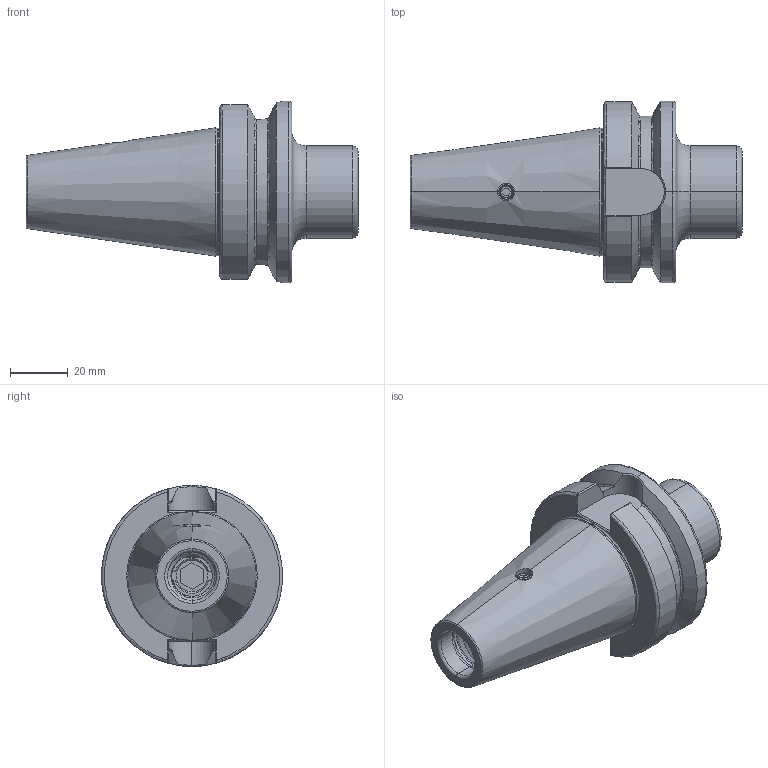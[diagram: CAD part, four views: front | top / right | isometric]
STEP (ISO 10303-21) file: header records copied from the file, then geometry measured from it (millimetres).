
FILE_DESCRIPTION (( 'STEP AP203' ), '1' );
FILE_NAME ('405.08.02.STEP', '2016-11-26T01:09:27', ( '' ), ( '' ), 'SwSTEP 2.0', 'SolidWorks 2012', '' );
FILE_SCHEMA (( 'CONFIG_CONTROL_DESIGN' ));
Length unit declared in the file: millimetre
Products named in the file (5): 405.08.02; 2-41371002AF_M16xP2_6L; 2-01150002C1_M5xP0.8-6L; 102.08.020_M10xP1.5-25L
Assembly tree (4 placements, depth 2):
  405.08.02
    405.08.02
    102.08.020_M10xP1.5-25L
    2-41371002AF_M16xP2_6L
    2-01150002C1_M5xP0.8-6L
Bounding box: 115.4 x 63 x 63 mm (x, y, z)
Volume: 133152.4 mm3; surface area: 30230.1 mm2
Topology: 4 solids, 4 shells, 330 faces, 885 edges, 568 vertices
Faces by surface type: cylinder 136, plane 70, bspline 50, cone 42, torus 32
Entity records: 33172 total; most frequent: CARTESIAN_POINT 25605, ORIENTED_EDGE 1766, DIRECTION 1166, EDGE_CURVE 883, VERTEX_POINT 568, AXIS2_PLACEMENT_3D 451, EDGE_LOOP 345, ADVANCED_FACE 330
